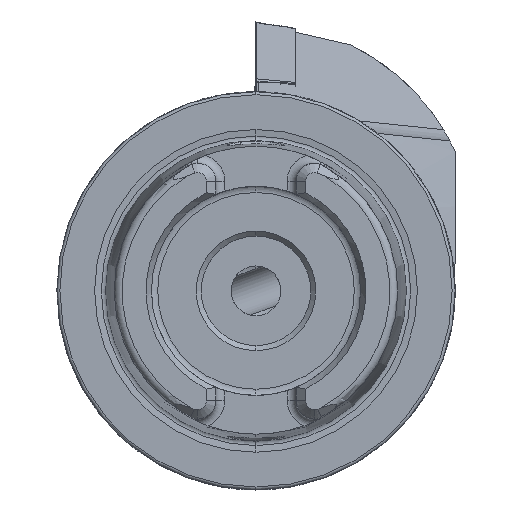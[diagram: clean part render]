
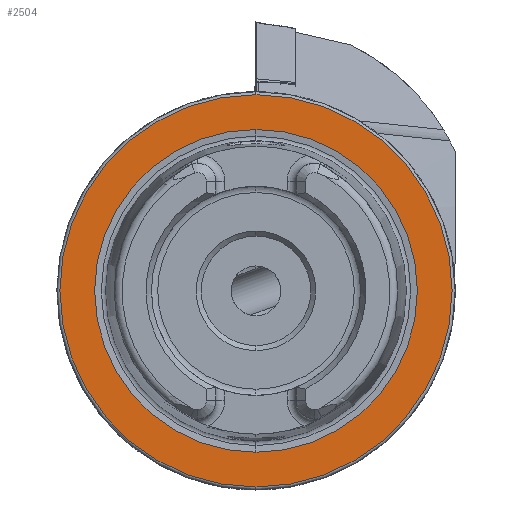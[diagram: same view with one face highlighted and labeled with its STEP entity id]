
A CAD part, left-side view. The second image highlights one B-rep face of the part: STEP entity #2504.
In plain terms, the highlighted planar face has unit normal (-1, 0, 0).
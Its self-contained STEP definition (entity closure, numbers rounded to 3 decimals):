
#243 = CARTESIAN_POINT ( 'NONE',  ( 0., 0., 0. ) ) ;
#570 = AXIS2_PLACEMENT_3D ( 'NONE', #5174, #13496, #4143 ) ;
#725 = VERTEX_POINT ( 'NONE', #1001 ) ;
#832 = CARTESIAN_POINT ( 'NONE',  ( 0., 0., 0. ) ) ;
#866 = CARTESIAN_POINT ( 'NONE',  ( 0., 19.7, 0. ) ) ;
#1001 = CARTESIAN_POINT ( 'NONE',  ( 0., 0., 16.207 ) ) ;
#1171 = DIRECTION ( 'NONE',  ( -1., 0., 0. ) ) ;
#2325 = AXIS2_PLACEMENT_3D ( 'NONE', #832, #11511, #12836 ) ;
#2399 = CIRCLE ( 'NONE', #11166, 16.207 ) ;
#2504 = ADVANCED_FACE ( 'NONE', ( #8750, #14868 ), #13590, .F. ) ;
#3301 = DIRECTION ( 'NONE',  ( 0., 0., -1. ) ) ;
#3325 = EDGE_CURVE ( 'NONE', #12036, #725, #2399, .T. ) ;
#3348 = ORIENTED_EDGE ( 'NONE', *, *, #4437, .F. ) ;
#3496 = EDGE_LOOP ( 'NONE', ( #11788, #14016 ) ) ;
#3540 = CARTESIAN_POINT ( 'NONE',  ( 0., 0., -16.207 ) ) ;
#4023 = VERTEX_POINT ( 'NONE', #5806 ) ;
#4143 = DIRECTION ( 'NONE',  ( 0., 0., 1. ) ) ;
#4437 = EDGE_CURVE ( 'NONE', #725, #12036, #9342, .T. ) ;
#4707 = DIRECTION ( 'NONE',  ( 0., 0., 1. ) ) ;
#5174 = CARTESIAN_POINT ( 'NONE',  ( 0., 0., 0. ) ) ;
#5236 = EDGE_LOOP ( 'NONE', ( #3348, #11666 ) ) ;
#5806 = CARTESIAN_POINT ( 'NONE',  ( 0., 0., -19.7 ) ) ;
#6512 = DIRECTION ( 'NONE',  ( 0., 0., 1. ) ) ;
#7224 = CARTESIAN_POINT ( 'NONE',  ( 0., 0., 0. ) ) ;
#8524 = CARTESIAN_POINT ( 'NONE',  ( 0., 0., 19.7 ) ) ;
#8750 = FACE_BOUND ( 'NONE', #5236, .T. ) ;
#9342 = CIRCLE ( 'NONE', #14623, 16.207 ) ;
#9360 = CIRCLE ( 'NONE', #570, 19.7 ) ;
#9947 = AXIS2_PLACEMENT_3D ( 'NONE', #866, #12729, #3301 ) ;
#10312 = VERTEX_POINT ( 'NONE', #8524 ) ;
#10534 = EDGE_CURVE ( 'NONE', #4023, #10312, #9360, .T. ) ;
#11166 = AXIS2_PLACEMENT_3D ( 'NONE', #243, #13568, #6512 ) ;
#11511 = DIRECTION ( 'NONE',  ( -1., 0., 0. ) ) ;
#11592 = CIRCLE ( 'NONE', #2325, 19.7 ) ;
#11666 = ORIENTED_EDGE ( 'NONE', *, *, #3325, .F. ) ;
#11788 = ORIENTED_EDGE ( 'NONE', *, *, #12416, .T. ) ;
#12036 = VERTEX_POINT ( 'NONE', #3540 ) ;
#12416 = EDGE_CURVE ( 'NONE', #10312, #4023, #11592, .T. ) ;
#12729 = DIRECTION ( 'NONE',  ( 1., 0., 0. ) ) ;
#12836 = DIRECTION ( 'NONE',  ( 0., 0., 1. ) ) ;
#13496 = DIRECTION ( 'NONE',  ( -1., 0., 0. ) ) ;
#13568 = DIRECTION ( 'NONE',  ( -1., 0., 0. ) ) ;
#13590 = PLANE ( 'NONE',  #9947 ) ;
#14016 = ORIENTED_EDGE ( 'NONE', *, *, #10534, .T. ) ;
#14623 = AXIS2_PLACEMENT_3D ( 'NONE', #7224, #1171, #4707 ) ;
#14868 = FACE_OUTER_BOUND ( 'NONE', #3496, .T. ) ;
